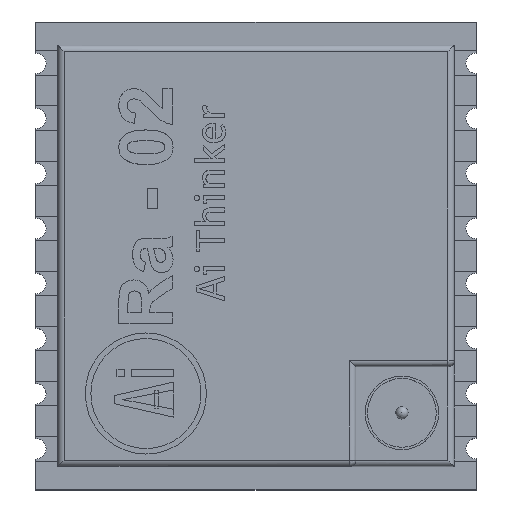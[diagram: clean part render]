
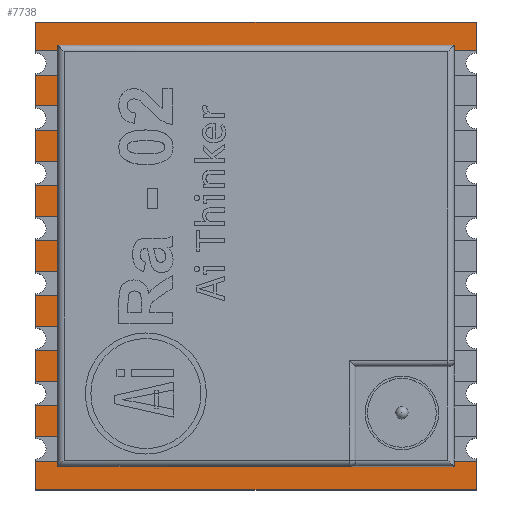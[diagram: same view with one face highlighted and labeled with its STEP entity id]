
A CAD part, top view. The second image highlights one B-rep face of the part: STEP entity #7738.
In plain terms, the highlighted planar face has unit normal (0, 0, 1).
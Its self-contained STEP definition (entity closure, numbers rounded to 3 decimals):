
#507=CIRCLE('',#8206,0.375);
#508=CIRCLE('',#8207,0.375);
#509=CIRCLE('',#8208,0.375);
#510=CIRCLE('',#8209,0.375);
#511=CIRCLE('',#8210,0.375);
#512=CIRCLE('',#8211,0.375);
#513=CIRCLE('',#8212,0.375);
#514=CIRCLE('',#8213,0.375);
#683=FACE_OUTER_BOUND('',#1123,.T.);
#1123=EDGE_LOOP('',(#5239,#5240,#5241,#5242,#5243,#5244,#5245,#5246,#5247,
#5248,#5249,#5250,#5251,#5252,#5253,#5254,#5255,#5256,#5257,#5258,#5259,
#5260,#5261,#5262,#5263,#5264,#5265,#5266,#5267));
#1607=LINE('',#10229,#2425);
#1635=LINE('',#10295,#2453);
#1646=LINE('',#10315,#2464);
#1647=LINE('',#10317,#2465);
#1648=LINE('',#10319,#2466);
#1649=LINE('',#10321,#2467);
#1650=LINE('',#10322,#2468);
#1651=LINE('',#10324,#2469);
#1652=LINE('',#10326,#2470);
#1653=LINE('',#10328,#2471);
#1654=LINE('',#10330,#2472);
#1655=LINE('',#10334,#2473);
#1656=LINE('',#10338,#2474);
#1657=LINE('',#10342,#2475);
#1658=LINE('',#10346,#2476);
#1659=LINE('',#10350,#2477);
#1660=LINE('',#10354,#2478);
#1661=LINE('',#10358,#2479);
#1662=LINE('',#10362,#2480);
#1663=LINE('',#10364,#2481);
#1664=LINE('',#10365,#2482);
#2425=VECTOR('',#8612,10.);
#2453=VECTOR('',#8668,10.);
#2464=VECTOR('',#8687,9.);
#2465=VECTOR('',#8688,9.);
#2466=VECTOR('',#8689,10.);
#2467=VECTOR('',#8690,10.);
#2468=VECTOR('',#8691,10.);
#2469=VECTOR('',#8692,10.);
#2470=VECTOR('',#8693,10.);
#2471=VECTOR('',#8694,10.);
#2472=VECTOR('',#8695,10.);
#2473=VECTOR('',#8698,10.);
#2474=VECTOR('',#8701,10.);
#2475=VECTOR('',#8704,10.);
#2476=VECTOR('',#8707,10.);
#2477=VECTOR('',#8710,10.);
#2478=VECTOR('',#8713,10.);
#2479=VECTOR('',#8716,10.);
#2480=VECTOR('',#8719,10.);
#2481=VECTOR('',#8720,10.);
#2482=VECTOR('',#8721,10.);
#3241=VERTEX_POINT('',#10226);
#3242=VERTEX_POINT('',#10228);
#3265=VERTEX_POINT('',#10293);
#3266=VERTEX_POINT('',#10294);
#3271=VERTEX_POINT('',#10314);
#3272=VERTEX_POINT('',#10316);
#3273=VERTEX_POINT('',#10318);
#3274=VERTEX_POINT('',#10320);
#3275=VERTEX_POINT('',#10323);
#3276=VERTEX_POINT('',#10325);
#3277=VERTEX_POINT('',#10327);
#3278=VERTEX_POINT('',#10329);
#3279=VERTEX_POINT('',#10331);
#3280=VERTEX_POINT('',#10333);
#3281=VERTEX_POINT('',#10335);
#3282=VERTEX_POINT('',#10337);
#3283=VERTEX_POINT('',#10339);
#3284=VERTEX_POINT('',#10341);
#3285=VERTEX_POINT('',#10343);
#3286=VERTEX_POINT('',#10345);
#3287=VERTEX_POINT('',#10347);
#3288=VERTEX_POINT('',#10349);
#3289=VERTEX_POINT('',#10351);
#3290=VERTEX_POINT('',#10353);
#3291=VERTEX_POINT('',#10355);
#3292=VERTEX_POINT('',#10357);
#3293=VERTEX_POINT('',#10359);
#3294=VERTEX_POINT('',#10361);
#3295=VERTEX_POINT('',#10363);
#4012=EDGE_CURVE('',#3241,#3242,#1607,.T.);
#4044=EDGE_CURVE('',#3265,#3266,#1635,.T.);
#4055=EDGE_CURVE('',#3271,#3266,#1646,.T.);
#4056=EDGE_CURVE('',#3272,#3271,#1647,.T.);
#4057=EDGE_CURVE('',#3273,#3272,#1648,.T.);
#4058=EDGE_CURVE('',#3274,#3273,#1649,.T.);
#4059=EDGE_CURVE('',#3242,#3274,#1650,.T.);
#4060=EDGE_CURVE('',#3241,#3275,#1651,.T.);
#4061=EDGE_CURVE('',#3275,#3276,#1652,.T.);
#4062=EDGE_CURVE('',#3276,#3277,#1653,.T.);
#4063=EDGE_CURVE('',#3277,#3278,#1654,.T.);
#4064=EDGE_CURVE('',#3278,#3279,#507,.T.);
#4065=EDGE_CURVE('',#3279,#3280,#1655,.T.);
#4066=EDGE_CURVE('',#3280,#3281,#508,.T.);
#4067=EDGE_CURVE('',#3281,#3282,#1656,.T.);
#4068=EDGE_CURVE('',#3282,#3283,#509,.T.);
#4069=EDGE_CURVE('',#3283,#3284,#1657,.T.);
#4070=EDGE_CURVE('',#3284,#3285,#510,.T.);
#4071=EDGE_CURVE('',#3285,#3286,#1658,.T.);
#4072=EDGE_CURVE('',#3286,#3287,#511,.T.);
#4073=EDGE_CURVE('',#3287,#3288,#1659,.T.);
#4074=EDGE_CURVE('',#3288,#3289,#512,.T.);
#4075=EDGE_CURVE('',#3289,#3290,#1660,.T.);
#4076=EDGE_CURVE('',#3290,#3291,#513,.T.);
#4077=EDGE_CURVE('',#3291,#3292,#1661,.T.);
#4078=EDGE_CURVE('',#3292,#3293,#514,.T.);
#4079=EDGE_CURVE('',#3293,#3294,#1662,.T.);
#4080=EDGE_CURVE('',#3294,#3295,#1663,.T.);
#4081=EDGE_CURVE('',#3295,#3265,#1664,.T.);
#5239=ORIENTED_EDGE('',*,*,#4044,.T.);
#5240=ORIENTED_EDGE('',*,*,#4055,.F.);
#5241=ORIENTED_EDGE('',*,*,#4056,.F.);
#5242=ORIENTED_EDGE('',*,*,#4057,.F.);
#5243=ORIENTED_EDGE('',*,*,#4058,.F.);
#5244=ORIENTED_EDGE('',*,*,#4059,.F.);
#5245=ORIENTED_EDGE('',*,*,#4012,.F.);
#5246=ORIENTED_EDGE('',*,*,#4060,.T.);
#5247=ORIENTED_EDGE('',*,*,#4061,.T.);
#5248=ORIENTED_EDGE('',*,*,#4062,.T.);
#5249=ORIENTED_EDGE('',*,*,#4063,.T.);
#5250=ORIENTED_EDGE('',*,*,#4064,.T.);
#5251=ORIENTED_EDGE('',*,*,#4065,.T.);
#5252=ORIENTED_EDGE('',*,*,#4066,.T.);
#5253=ORIENTED_EDGE('',*,*,#4067,.T.);
#5254=ORIENTED_EDGE('',*,*,#4068,.T.);
#5255=ORIENTED_EDGE('',*,*,#4069,.T.);
#5256=ORIENTED_EDGE('',*,*,#4070,.T.);
#5257=ORIENTED_EDGE('',*,*,#4071,.T.);
#5258=ORIENTED_EDGE('',*,*,#4072,.T.);
#5259=ORIENTED_EDGE('',*,*,#4073,.T.);
#5260=ORIENTED_EDGE('',*,*,#4074,.T.);
#5261=ORIENTED_EDGE('',*,*,#4075,.T.);
#5262=ORIENTED_EDGE('',*,*,#4076,.T.);
#5263=ORIENTED_EDGE('',*,*,#4077,.T.);
#5264=ORIENTED_EDGE('',*,*,#4078,.T.);
#5265=ORIENTED_EDGE('',*,*,#4079,.T.);
#5266=ORIENTED_EDGE('',*,*,#4080,.T.);
#5267=ORIENTED_EDGE('',*,*,#4081,.T.);
#7475=PLANE('',#8205);
#7738=ADVANCED_FACE('',(#683),#7475,.T.);
#8205=AXIS2_PLACEMENT_3D('',#10313,#8685,#8686);
#8206=AXIS2_PLACEMENT_3D('',#10332,#8696,#8697);
#8207=AXIS2_PLACEMENT_3D('',#10336,#8699,#8700);
#8208=AXIS2_PLACEMENT_3D('',#10340,#8702,#8703);
#8209=AXIS2_PLACEMENT_3D('',#10344,#8705,#8706);
#8210=AXIS2_PLACEMENT_3D('',#10348,#8708,#8709);
#8211=AXIS2_PLACEMENT_3D('',#10352,#8711,#8712);
#8212=AXIS2_PLACEMENT_3D('',#10356,#8714,#8715);
#8213=AXIS2_PLACEMENT_3D('',#10360,#8717,#8718);
#8612=DIRECTION('',(0.,1.,0.));
#8668=DIRECTION('',(-1.,0.,0.));
#8685=DIRECTION('center_axis',(0.,0.,1.));
#8686=DIRECTION('ref_axis',(0.,1.,0.));
#8687=DIRECTION('',(0.,1.,0.));
#8688=DIRECTION('',(1.,0.,0.));
#8689=DIRECTION('',(1.,0.,0.));
#8690=DIRECTION('',(0.,-1.,0.));
#8691=DIRECTION('',(-1.,0.,0.));
#8692=DIRECTION('',(1.,0.,0.));
#8693=DIRECTION('',(0.,1.,0.));
#8694=DIRECTION('',(-1.,0.,0.));
#8695=DIRECTION('',(0.,-1.,0.));
#8696=DIRECTION('center_axis',(0.,0.,-1.));
#8697=DIRECTION('ref_axis',(-1.,0.,0.));
#8698=DIRECTION('',(0.,-1.,0.));
#8699=DIRECTION('center_axis',(0.,0.,-1.));
#8700=DIRECTION('ref_axis',(-1.,0.,0.));
#8701=DIRECTION('',(0.,-1.,0.));
#8702=DIRECTION('center_axis',(0.,0.,-1.));
#8703=DIRECTION('ref_axis',(-1.,0.,0.));
#8704=DIRECTION('',(0.,-1.,0.));
#8705=DIRECTION('center_axis',(0.,0.,-1.));
#8706=DIRECTION('ref_axis',(-1.,0.,0.));
#8707=DIRECTION('',(0.,-1.,0.));
#8708=DIRECTION('center_axis',(0.,0.,-1.));
#8709=DIRECTION('ref_axis',(-1.,0.,0.));
#8710=DIRECTION('',(0.,-1.,0.));
#8711=DIRECTION('center_axis',(0.,0.,-1.));
#8712=DIRECTION('ref_axis',(-1.,0.,0.));
#8713=DIRECTION('',(0.,-1.,0.));
#8714=DIRECTION('center_axis',(0.,0.,-1.));
#8715=DIRECTION('ref_axis',(1.,0.,0.));
#8716=DIRECTION('',(0.,-1.,0.));
#8717=DIRECTION('center_axis',(0.,0.,-1.));
#8718=DIRECTION('ref_axis',(-1.,0.,0.));
#8719=DIRECTION('',(0.,-1.,0.));
#8720=DIRECTION('',(1.,0.,0.));
#8721=DIRECTION('',(0.,1.,0.));
#10226=CARTESIAN_POINT('',(-0.8,15.95,1.25));
#10228=CARTESIAN_POINT('',(-0.8,16.15,1.25));
#10229=CARTESIAN_POINT('',(-0.8,8.5,1.25));
#10293=CARTESIAN_POINT('',(0.,1.05,1.25));
#10294=CARTESIAN_POINT('',(-0.8,1.05,1.25));
#10295=CARTESIAN_POINT('',(-4.4,1.05,1.25));
#10313=CARTESIAN_POINT('Origin',(-8.,8.5,1.25));
#10314=CARTESIAN_POINT('',(-0.8,0.85,1.25));
#10315=CARTESIAN_POINT('',(-0.8,5.581,1.25));
#10316=CARTESIAN_POINT('',(-4.596,0.85,1.25));
#10317=CARTESIAN_POINT('',(-5.293,0.85,1.25));
#10318=CARTESIAN_POINT('',(-15.2,0.85,1.25));
#10319=CARTESIAN_POINT('',(-8.,0.85,1.25));
#10320=CARTESIAN_POINT('',(-15.2,16.15,1.25));
#10321=CARTESIAN_POINT('',(-15.2,8.5,1.25));
#10322=CARTESIAN_POINT('',(-8.,16.15,1.25));
#10323=CARTESIAN_POINT('',(0.,15.95,1.25));
#10324=CARTESIAN_POINT('',(-4.,15.95,1.25));
#10325=CARTESIAN_POINT('',(0.,17.,1.25));
#10326=CARTESIAN_POINT('',(0.,8.5,1.25));
#10327=CARTESIAN_POINT('',(-16.,17.,1.25));
#10328=CARTESIAN_POINT('',(-8.,17.,1.25));
#10329=CARTESIAN_POINT('',(-16.,15.87,1.25));
#10330=CARTESIAN_POINT('',(-16.,8.5,1.25));
#10331=CARTESIAN_POINT('',(-16.,15.12,1.25));
#10332=CARTESIAN_POINT('Origin',(-16.,15.495,1.25));
#10333=CARTESIAN_POINT('',(-16.,13.87,1.25));
#10334=CARTESIAN_POINT('',(-16.,8.5,1.25));
#10335=CARTESIAN_POINT('',(-16.,13.12,1.25));
#10336=CARTESIAN_POINT('Origin',(-16.,13.495,1.25));
#10337=CARTESIAN_POINT('',(-16.,11.87,1.25));
#10338=CARTESIAN_POINT('',(-16.,8.5,1.25));
#10339=CARTESIAN_POINT('',(-16.,11.12,1.25));
#10340=CARTESIAN_POINT('Origin',(-16.,11.495,1.25));
#10341=CARTESIAN_POINT('',(-16.,9.87,1.25));
#10342=CARTESIAN_POINT('',(-16.,8.5,1.25));
#10343=CARTESIAN_POINT('',(-16.,9.12,1.25));
#10344=CARTESIAN_POINT('Origin',(-16.,9.495,1.25));
#10345=CARTESIAN_POINT('',(-16.,7.87,1.25));
#10346=CARTESIAN_POINT('',(-16.,8.5,1.25));
#10347=CARTESIAN_POINT('',(-16.,7.12,1.25));
#10348=CARTESIAN_POINT('Origin',(-16.,7.495,1.25));
#10349=CARTESIAN_POINT('',(-16.,5.87,1.25));
#10350=CARTESIAN_POINT('',(-16.,8.5,1.25));
#10351=CARTESIAN_POINT('',(-16.,5.12,1.25));
#10352=CARTESIAN_POINT('Origin',(-16.,5.495,1.25));
#10353=CARTESIAN_POINT('',(-16.,3.87,1.25));
#10354=CARTESIAN_POINT('',(-16.,8.5,1.25));
#10355=CARTESIAN_POINT('',(-16.,3.12,1.25));
#10356=CARTESIAN_POINT('Origin',(-16.,3.495,1.25));
#10357=CARTESIAN_POINT('',(-16.,1.87,1.25));
#10358=CARTESIAN_POINT('',(-16.,8.5,1.25));
#10359=CARTESIAN_POINT('',(-16.,1.12,1.25));
#10360=CARTESIAN_POINT('Origin',(-16.,1.495,1.25));
#10361=CARTESIAN_POINT('',(-16.,0.,1.25));
#10362=CARTESIAN_POINT('',(-16.,8.5,1.25));
#10363=CARTESIAN_POINT('',(0.,0.,1.25));
#10364=CARTESIAN_POINT('',(-8.,0.,1.25));
#10365=CARTESIAN_POINT('',(0.,8.5,1.25));
